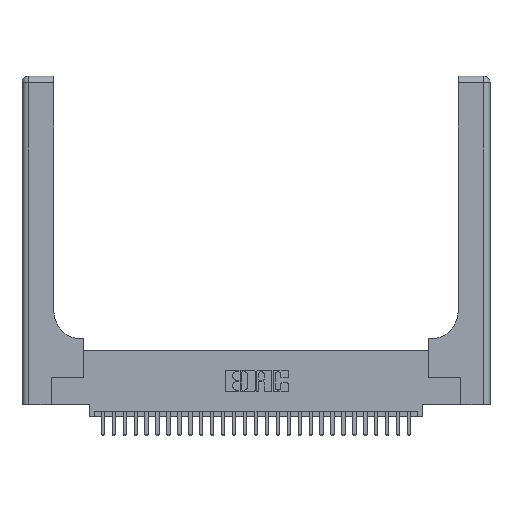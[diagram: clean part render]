
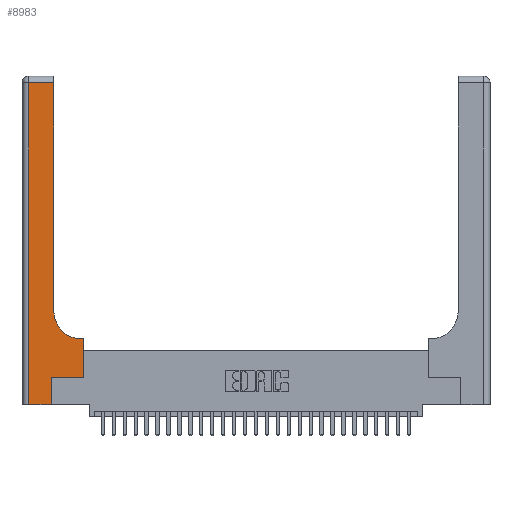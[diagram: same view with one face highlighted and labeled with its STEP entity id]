
A CAD part, top view. The second image highlights one B-rep face of the part: STEP entity #8983.
In plain terms, the highlighted planar face has unit normal (0, 0, 1).
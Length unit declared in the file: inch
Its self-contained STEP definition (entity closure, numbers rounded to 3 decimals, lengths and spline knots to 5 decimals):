
#49 = CIRCLE ( 'NONE', #16547, 0.25 ) ;
#113 = VERTEX_POINT ( 'NONE', #25638 ) ;
#591 = VERTEX_POINT ( 'NONE', #21201 ) ;
#922 = DIRECTION ( 'NONE',  ( -1., 0., 0. ) ) ;
#1014 = DIRECTION ( 'NONE',  ( 1., 0., 0. ) ) ;
#1126 = DIRECTION ( 'NONE',  ( -1., 0., 0. ) ) ;
#1416 = ORIENTED_EDGE ( 'NONE', *, *, #5122, .T. ) ;
#1625 = DIRECTION ( 'NONE',  ( 1., 0., 0. ) ) ;
#2627 = VECTOR ( 'NONE', #922, 39.37008 ) ;
#5122 = EDGE_CURVE ( 'NONE', #591, #25526, #23183, .T. ) ;
#5475 = ORIENTED_EDGE ( 'NONE', *, *, #24353, .T. ) ;
#6560 = DIRECTION ( 'NONE',  ( 0., 0., -1. ) ) ;
#6731 = VECTOR ( 'NONE', #18697, 39.37008 ) ;
#7097 = CARTESIAN_POINT ( 'NONE',  ( 0.2915, 0.85, 0.37 ) ) ;
#7592 = VECTOR ( 'NONE', #1014, 39.37008 ) ;
#7798 = CARTESIAN_POINT ( 'NONE',  ( 0.269, 0.25, 0.37 ) ) ;
#8169 = ORIENTED_EDGE ( 'NONE', *, *, #24907, .T. ) ;
#8983 = ADVANCED_FACE ( 'NONE', ( #14377 ), #26499, .F. ) ;
#9036 = LINE ( 'NONE', #7798, #7592 ) ;
#9510 = LINE ( 'NONE', #19411, #2627 ) ;
#9886 = LINE ( 'NONE', #15648, #27620 ) ;
#9968 = ORIENTED_EDGE ( 'NONE', *, *, #10793, .T. ) ;
#10793 = EDGE_CURVE ( 'NONE', #19101, #15141, #25189, .T. ) ;
#10903 = VERTEX_POINT ( 'NONE', #15042 ) ;
#12523 = DIRECTION ( 'NONE',  ( 0., -1., 0. ) ) ;
#12627 = CARTESIAN_POINT ( 'NONE',  ( 0., 3., 0.37 ) ) ;
#12796 = EDGE_CURVE ( 'NONE', #15141, #16918, #9510, .T. ) ;
#12826 = EDGE_CURVE ( 'NONE', #16918, #14100, #26517, .T. ) ;
#13338 = DIRECTION ( 'NONE',  ( 0., 1., 0. ) ) ;
#13814 = LINE ( 'NONE', #20203, #24746 ) ;
#14100 = VERTEX_POINT ( 'NONE', #16523 ) ;
#14177 = VECTOR ( 'NONE', #12523, 39.37008 ) ;
#14182 = CARTESIAN_POINT ( 'NONE',  ( 0.269, 0.25, 0.37 ) ) ;
#14377 = FACE_OUTER_BOUND ( 'NONE', #15920, .T. ) ;
#14937 = DIRECTION ( 'NONE',  ( 0., 0., -1. ) ) ;
#15042 = CARTESIAN_POINT ( 'NONE',  ( 0.5415, 0.6, 0.37 ) ) ;
#15067 = EDGE_CURVE ( 'NONE', #14100, #113, #17323, .T. ) ;
#15141 = VERTEX_POINT ( 'NONE', #20521 ) ;
#15522 = DIRECTION ( 'NONE',  ( -1., 0., 0. ) ) ;
#15648 = CARTESIAN_POINT ( 'NONE',  ( 0.269, 0., 0.37 ) ) ;
#15920 = EDGE_LOOP ( 'NONE', ( #9968, #28614, #27501, #18316, #24190, #17928, #1416, #5475, #8169 ) ) ;
#16233 = VECTOR ( 'NONE', #27401, 39.37008 ) ;
#16523 = CARTESIAN_POINT ( 'NONE',  ( 0.06, 0., 0.37 ) ) ;
#16547 = AXIS2_PLACEMENT_3D ( 'NONE', #20376, #6560, #22763 ) ;
#16918 = VERTEX_POINT ( 'NONE', #20757 ) ;
#17064 = CARTESIAN_POINT ( 'NONE',  ( 0.06, 3., 0.37 ) ) ;
#17323 = LINE ( 'NONE', #27004, #28920 ) ;
#17928 = ORIENTED_EDGE ( 'NONE', *, *, #26003, .T. ) ;
#18167 = CARTESIAN_POINT ( 'NONE',  ( 0.5585, 0.25, 0.37 ) ) ;
#18260 = VERTEX_POINT ( 'NONE', #14182 ) ;
#18316 = ORIENTED_EDGE ( 'NONE', *, *, #15067, .T. ) ;
#18697 = DIRECTION ( 'NONE',  ( 0., 1., 0. ) ) ;
#19101 = VERTEX_POINT ( 'NONE', #7097 ) ;
#19411 = CARTESIAN_POINT ( 'NONE',  ( 0., 2.94, 0.37 ) ) ;
#20203 = CARTESIAN_POINT ( 'NONE',  ( 0.2915, 0.6, 0.37 ) ) ;
#20376 = CARTESIAN_POINT ( 'NONE',  ( 0.5415, 0.85, 0.37 ) ) ;
#20521 = CARTESIAN_POINT ( 'NONE',  ( 0.2915, 2.94, 0.37 ) ) ;
#20757 = CARTESIAN_POINT ( 'NONE',  ( 0.06, 2.94, 0.37 ) ) ;
#21201 = CARTESIAN_POINT ( 'NONE',  ( 0.5585, 0.25, 0.37 ) ) ;
#22510 = CARTESIAN_POINT ( 'NONE',  ( 0.5585, 0.6, 0.37 ) ) ;
#22763 = DIRECTION ( 'NONE',  ( 1., 0., 0. ) ) ;
#23183 = LINE ( 'NONE', #18167, #16233 ) ;
#23531 = CARTESIAN_POINT ( 'NONE',  ( 0.2915, 3., 0.37 ) ) ;
#23794 = EDGE_CURVE ( 'NONE', #113, #18260, #9886, .T. ) ;
#24190 = ORIENTED_EDGE ( 'NONE', *, *, #23794, .T. ) ;
#24353 = EDGE_CURVE ( 'NONE', #25526, #10903, #13814, .T. ) ;
#24746 = VECTOR ( 'NONE', #15522, 39.37008 ) ;
#24907 = EDGE_CURVE ( 'NONE', #10903, #19101, #49, .T. ) ;
#25189 = LINE ( 'NONE', #23531, #6731 ) ;
#25526 = VERTEX_POINT ( 'NONE', #22510 ) ;
#25638 = CARTESIAN_POINT ( 'NONE',  ( 0.269, 0., 0.37 ) ) ;
#26003 = EDGE_CURVE ( 'NONE', #18260, #591, #9036, .T. ) ;
#26499 = PLANE ( 'NONE',  #28670 ) ;
#26517 = LINE ( 'NONE', #17064, #14177 ) ;
#27004 = CARTESIAN_POINT ( 'NONE',  ( 0., 0., 0.37 ) ) ;
#27401 = DIRECTION ( 'NONE',  ( 0., 1., 0. ) ) ;
#27501 = ORIENTED_EDGE ( 'NONE', *, *, #12826, .T. ) ;
#27620 = VECTOR ( 'NONE', #13338, 39.37008 ) ;
#28614 = ORIENTED_EDGE ( 'NONE', *, *, #12796, .T. ) ;
#28670 = AXIS2_PLACEMENT_3D ( 'NONE', #12627, #14937, #1126 ) ;
#28920 = VECTOR ( 'NONE', #1625, 39.37008 ) ;
